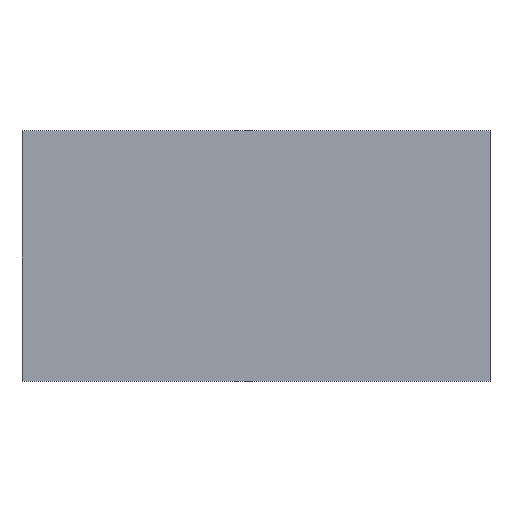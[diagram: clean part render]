
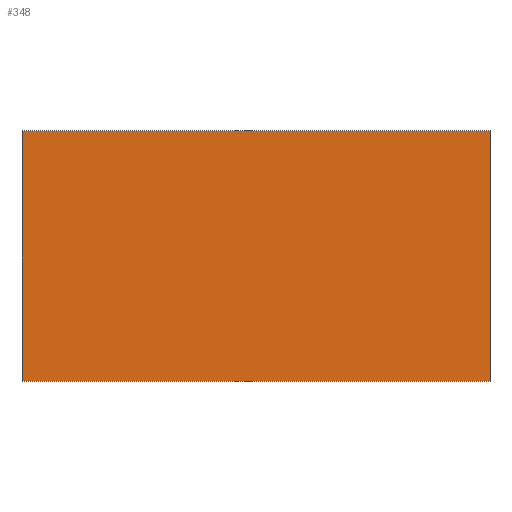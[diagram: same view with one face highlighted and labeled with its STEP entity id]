
A CAD part, top view. The second image highlights one B-rep face of the part: STEP entity #348.
In plain terms, the highlighted planar face has unit normal (0, 0, 1).
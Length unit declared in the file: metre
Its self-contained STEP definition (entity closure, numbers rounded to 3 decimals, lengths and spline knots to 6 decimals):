
#44=ORIENTED_EDGE('',*,*,#125,.T.);
#45=ORIENTED_EDGE('',*,*,#128,.T.);
#46=ORIENTED_EDGE('',*,*,#130,.T.);
#47=ORIENTED_EDGE('',*,*,#131,.T.);
#125=EDGE_CURVE('',#173,#172,#205,.T.);
#128=EDGE_CURVE('',#172,#174,#208,.T.);
#130=EDGE_CURVE('',#174,#175,#210,.T.);
#131=EDGE_CURVE('',#175,#173,#211,.T.);
#172=VERTEX_POINT('',#518);
#173=VERTEX_POINT('',#520);
#174=VERTEX_POINT('',#524);
#175=VERTEX_POINT('',#528);
#205=LINE('',#519,#253);
#208=LINE('',#525,#256);
#210=LINE('',#529,#258);
#211=LINE('',#531,#259);
#253=VECTOR('',#417,1.);
#256=VECTOR('',#422,1.);
#258=VECTOR('',#426,1.);
#259=VECTOR('',#429,1.);
#290=EDGE_LOOP('',(#44,#45,#46,#47));
#310=FACE_BOUND('',#290,.T.);
#329=PLANE('',#380);
#348=ADVANCED_FACE('',(#310),#329,.T.);
#380=AXIS2_PLACEMENT_3D('',#532,#430,#431);
#417=DIRECTION('',(1.,0.,0.));
#422=DIRECTION('',(0.,1.,0.));
#426=DIRECTION('',(-1.,0.,0.));
#429=DIRECTION('',(0.,-1.,0.));
#430=DIRECTION('',(0.,0.,1.));
#431=DIRECTION('',(1.,0.,0.));
#518=CARTESIAN_POINT('',(0.0763,-0.04,0.174));
#519=CARTESIAN_POINT('',(0.,-0.04,0.174));
#520=CARTESIAN_POINT('',(-0.0763,-0.04,0.174));
#524=CARTESIAN_POINT('',(0.0763,0.0418,0.174));
#525=CARTESIAN_POINT('',(0.0763,0.0009,0.174));
#528=CARTESIAN_POINT('',(-0.0763,0.0418,0.174));
#529=CARTESIAN_POINT('',(0.,0.0418,0.174));
#531=CARTESIAN_POINT('',(-0.0763,0.0009,0.174));
#532=CARTESIAN_POINT('',(0.,0.0009,0.174));
